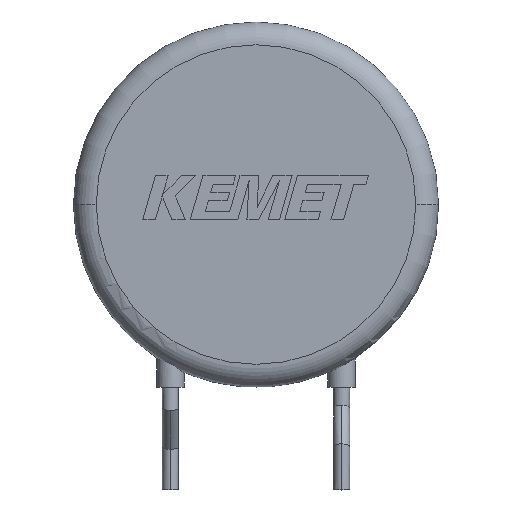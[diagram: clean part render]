
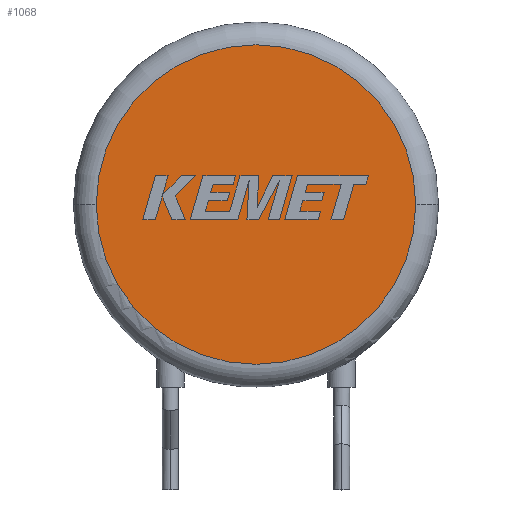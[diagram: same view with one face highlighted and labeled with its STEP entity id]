
A CAD part, top view. The second image highlights one B-rep face of the part: STEP entity #1068.
In plain terms, the highlighted planar face has unit normal (0, 0, 1).
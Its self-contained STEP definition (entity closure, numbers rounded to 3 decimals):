
#27 = CARTESIAN_POINT ( 'NONE',  ( 7., 0., 5. ) ) ;
#39 = AXIS2_PLACEMENT_3D ( 'NONE', #3030, #3058, #412 ) ;
#117 = CARTESIAN_POINT ( 'NONE',  ( 0., 0., 5. ) ) ;
#227 = VERTEX_POINT ( 'NONE', #27 ) ;
#411 = EDGE_CURVE ( 'NONE', #2569, #227, #3472, .T. ) ;
#412 = DIRECTION ( 'NONE',  ( 1., 0., 0. ) ) ;
#590 = AXIS2_PLACEMENT_3D ( 'NONE', #117, #1780, #2917 ) ;
#901 = ORIENTED_EDGE ( 'NONE', *, *, #2166, .T. ) ;
#1056 = DIRECTION ( 'NONE',  ( 0., 0., 1. ) ) ;
#1068 = ADVANCED_FACE ( 'NONE', ( #3552 ), #2974, .T. ) ;
#1164 = ORIENTED_EDGE ( 'NONE', *, *, #411, .T. ) ;
#1173 = AXIS2_PLACEMENT_3D ( 'NONE', #1642, #1056, #3679 ) ;
#1221 = EDGE_LOOP ( 'NONE', ( #901, #1164 ) ) ;
#1642 = CARTESIAN_POINT ( 'NONE',  ( 0., 0., 5. ) ) ;
#1750 = CIRCLE ( 'NONE', #590, 7. ) ;
#1780 = DIRECTION ( 'NONE',  ( 0., 0., 1. ) ) ;
#2166 = EDGE_CURVE ( 'NONE', #227, #2569, #1750, .T. ) ;
#2569 = VERTEX_POINT ( 'NONE', #2651 ) ;
#2651 = CARTESIAN_POINT ( 'NONE',  ( -7., 0., 5. ) ) ;
#2917 = DIRECTION ( 'NONE',  ( 1., 0., 0. ) ) ;
#2974 = PLANE ( 'NONE',  #39 ) ;
#3030 = CARTESIAN_POINT ( 'NONE',  ( 0., 0., 5. ) ) ;
#3058 = DIRECTION ( 'NONE',  ( 0., 0., 1. ) ) ;
#3472 = CIRCLE ( 'NONE', #1173, 7. ) ;
#3552 = FACE_OUTER_BOUND ( 'NONE', #1221, .T. ) ;
#3679 = DIRECTION ( 'NONE',  ( 1., 0., 0. ) ) ;
